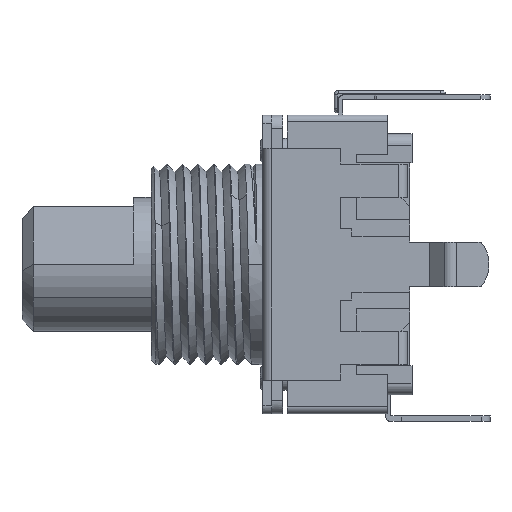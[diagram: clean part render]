
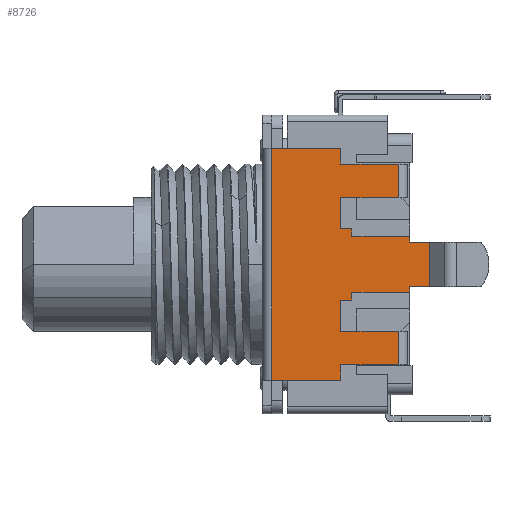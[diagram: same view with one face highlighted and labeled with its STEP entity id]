
A CAD part, left-side view. The second image highlights one B-rep face of the part: STEP entity #8726.
In plain terms, the highlighted planar face has unit normal (-1, 0, 0).
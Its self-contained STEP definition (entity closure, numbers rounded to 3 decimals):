
#832=DIRECTION('',(0.,0.,1.));
#833=VECTOR('',#832,1.5);
#834=CARTESIAN_POINT('',(-6.15,-5.2,-4.5));
#835=LINE('',#834,#833);
#836=DIRECTION('',(0.,1.,0.));
#837=VECTOR('',#836,0.9);
#838=CARTESIAN_POINT('',(-6.15,-6.6,1.));
#839=LINE('',#838,#837);
#840=DIRECTION('',(0.,1.,0.));
#841=VECTOR('',#840,0.9);
#842=CARTESIAN_POINT('',(-6.15,-6.6,-1.));
#843=LINE('',#842,#841);
#844=DIRECTION('',(0.,0.,1.));
#845=VECTOR('',#844,0.25);
#846=CARTESIAN_POINT('',(-6.15,-5.7,-1.25));
#847=LINE('',#846,#845);
#848=DIRECTION('',(0.,1.,0.));
#849=VECTOR('',#848,2.6);
#850=CARTESIAN_POINT('',(-6.15,-5.7,-1.25));
#851=LINE('',#850,#849);
#852=DIRECTION('',(0.,0.,-1.));
#853=VECTOR('',#852,0.35);
#854=CARTESIAN_POINT('',(-6.15,-3.1,-1.25));
#855=LINE('',#854,#853);
#856=DIRECTION('',(0.,1.,0.));
#857=VECTOR('',#856,0.5);
#858=CARTESIAN_POINT('',(-6.15,-3.1,-1.6));
#859=LINE('',#858,#857);
#860=DIRECTION('',(0.,0.,-1.));
#861=VECTOR('',#860,1.4);
#862=CARTESIAN_POINT('',(-6.15,-2.6,-1.6));
#863=LINE('',#862,#861);
#864=DIRECTION('',(0.,-1.,0.));
#865=VECTOR('',#864,2.6);
#866=CARTESIAN_POINT('',(-6.15,-2.6,-3.));
#867=LINE('',#866,#865);
#868=DIRECTION('',(0.,1.,0.));
#869=VECTOR('',#868,2.6);
#870=CARTESIAN_POINT('',(-6.15,-5.2,-4.5));
#871=LINE('',#870,#869);
#872=DIRECTION('',(0.,0.,-1.));
#873=VECTOR('',#872,0.7);
#874=CARTESIAN_POINT('',(-6.15,-2.6,-4.5));
#875=LINE('',#874,#873);
#876=DIRECTION('',(0.,1.,0.));
#877=VECTOR('',#876,3.1);
#878=CARTESIAN_POINT('',(-6.15,-2.6,-5.2));
#879=LINE('',#878,#877);
#880=DIRECTION('',(0.,-1.,0.));
#881=VECTOR('',#880,3.1);
#882=CARTESIAN_POINT('',(-6.15,0.5,5.2));
#883=LINE('',#882,#881);
#884=DIRECTION('',(0.,-1.,0.));
#885=VECTOR('',#884,2.6);
#886=CARTESIAN_POINT('',(-6.15,-2.6,4.5));
#887=LINE('',#886,#885);
#888=DIRECTION('',(0.,1.,0.));
#889=VECTOR('',#888,2.6);
#890=CARTESIAN_POINT('',(-6.15,-5.2,3.));
#891=LINE('',#890,#889);
#892=DIRECTION('',(0.,0.,-1.));
#893=VECTOR('',#892,1.4);
#894=CARTESIAN_POINT('',(-6.15,-2.6,3.));
#895=LINE('',#894,#893);
#896=DIRECTION('',(0.,-1.,0.));
#897=VECTOR('',#896,0.5);
#898=CARTESIAN_POINT('',(-6.15,-2.6,1.6));
#899=LINE('',#898,#897);
#900=DIRECTION('',(0.,0.,-1.));
#901=VECTOR('',#900,0.35);
#902=CARTESIAN_POINT('',(-6.15,-3.1,1.6));
#903=LINE('',#902,#901);
#904=DIRECTION('',(0.,-1.,0.));
#905=VECTOR('',#904,2.6);
#906=CARTESIAN_POINT('',(-6.15,-3.1,1.25));
#907=LINE('',#906,#905);
#908=DIRECTION('',(0.,0.,1.));
#909=VECTOR('',#908,0.25);
#910=CARTESIAN_POINT('',(-6.15,-5.7,1.));
#911=LINE('',#910,#909);
#920=DIRECTION('',(0.,0.,1.));
#921=VECTOR('',#920,2.);
#922=CARTESIAN_POINT('',(-6.15,-6.6,-1.));
#923=LINE('',#922,#921);
#3303=DIRECTION('',(0.,0.,1.));
#3304=VECTOR('',#3303,1.5);
#3305=CARTESIAN_POINT('',(-6.15,-5.2,3.));
#3306=LINE('',#3305,#3304);
#3315=DIRECTION('',(0.,0.,1.));
#3316=VECTOR('',#3315,0.7);
#3317=CARTESIAN_POINT('',(-6.15,-2.6,4.5));
#3318=LINE('',#3317,#3316);
#3910=DIRECTION('',(0.,0.,-1.));
#3911=VECTOR('',#3910,10.4);
#3912=CARTESIAN_POINT('',(-6.15,0.5,5.2));
#3913=LINE('',#3912,#3911);
#6171=CARTESIAN_POINT('',(-6.15,0.5,5.2));
#6172=CARTESIAN_POINT('',(-6.15,0.5,-5.2));
#6173=VERTEX_POINT('',#6171);
#6174=VERTEX_POINT('',#6172);
#6175=CARTESIAN_POINT('',(-6.15,-3.1,-1.25));
#6176=CARTESIAN_POINT('',(-6.15,-3.1,-1.6));
#6177=VERTEX_POINT('',#6175);
#6178=VERTEX_POINT('',#6176);
#6179=CARTESIAN_POINT('',(-6.15,-2.6,-1.6));
#6180=VERTEX_POINT('',#6179);
#6181=CARTESIAN_POINT('',(-6.15,-2.6,-3.));
#6182=VERTEX_POINT('',#6181);
#6183=CARTESIAN_POINT('',(-6.15,-5.2,-3.));
#6184=VERTEX_POINT('',#6183);
#6185=CARTESIAN_POINT('',(-6.15,-5.2,-4.5));
#6186=VERTEX_POINT('',#6185);
#6187=CARTESIAN_POINT('',(-6.15,-2.6,-4.5));
#6188=VERTEX_POINT('',#6187);
#6189=CARTESIAN_POINT('',(-6.15,-2.6,-5.2));
#6190=VERTEX_POINT('',#6189);
#6191=CARTESIAN_POINT('',(-6.15,-2.6,5.2));
#6192=VERTEX_POINT('',#6191);
#6193=CARTESIAN_POINT('',(-6.15,-2.6,4.5));
#6194=VERTEX_POINT('',#6193);
#6195=CARTESIAN_POINT('',(-6.15,-5.2,4.5));
#6196=VERTEX_POINT('',#6195);
#6197=CARTESIAN_POINT('',(-6.15,-5.2,3.));
#6198=VERTEX_POINT('',#6197);
#6199=CARTESIAN_POINT('',(-6.15,-2.6,3.));
#6200=VERTEX_POINT('',#6199);
#6201=CARTESIAN_POINT('',(-6.15,-2.6,1.6));
#6202=VERTEX_POINT('',#6201);
#6203=CARTESIAN_POINT('',(-6.15,-3.1,1.6));
#6204=VERTEX_POINT('',#6203);
#6205=CARTESIAN_POINT('',(-6.15,-3.1,1.25));
#6206=VERTEX_POINT('',#6205);
#7429=CARTESIAN_POINT('',(-6.15,-6.6,1.));
#7430=CARTESIAN_POINT('',(-6.15,-5.7,1.));
#7431=VERTEX_POINT('',#7429);
#7432=VERTEX_POINT('',#7430);
#7433=CARTESIAN_POINT('',(-6.15,-5.7,1.25));
#7434=VERTEX_POINT('',#7433);
#7435=CARTESIAN_POINT('',(-6.15,-5.7,-1.25));
#7436=CARTESIAN_POINT('',(-6.15,-5.7,-1.));
#7437=VERTEX_POINT('',#7435);
#7438=VERTEX_POINT('',#7436);
#7439=CARTESIAN_POINT('',(-6.15,-6.6,-1.));
#7440=VERTEX_POINT('',#7439);
#8674=CARTESIAN_POINT('',(-6.15,6.45,0.));
#8675=DIRECTION('',(-1.,0.,0.));
#8676=DIRECTION('',(0.,1.,0.));
#8677=AXIS2_PLACEMENT_3D('',#8674,#8675,#8676);
#8678=PLANE('',#8677);
#8679=ORIENTED_EDGE('',*,*,#7811,.F.);
#8681=ORIENTED_EDGE('',*,*,#8680,.F.);
#8683=ORIENTED_EDGE('',*,*,#8682,.T.);
#8685=ORIENTED_EDGE('',*,*,#8684,.F.);
#8687=ORIENTED_EDGE('',*,*,#8686,.T.);
#8689=ORIENTED_EDGE('',*,*,#8688,.T.);
#8691=ORIENTED_EDGE('',*,*,#8690,.T.);
#8693=ORIENTED_EDGE('',*,*,#8692,.T.);
#8695=ORIENTED_EDGE('',*,*,#8694,.T.);
#8696=ORIENTED_EDGE('',*,*,#8667,.F.);
#8697=ORIENTED_EDGE('',*,*,#8600,.T.);
#8699=ORIENTED_EDGE('',*,*,#8698,.T.);
#8701=ORIENTED_EDGE('',*,*,#8700,.T.);
#8703=ORIENTED_EDGE('',*,*,#8702,.F.);
#8705=ORIENTED_EDGE('',*,*,#8704,.T.);
#8707=ORIENTED_EDGE('',*,*,#8706,.F.);
#8709=ORIENTED_EDGE('',*,*,#8708,.T.);
#8711=ORIENTED_EDGE('',*,*,#8710,.F.);
#8713=ORIENTED_EDGE('',*,*,#8712,.T.);
#8715=ORIENTED_EDGE('',*,*,#8714,.T.);
#8717=ORIENTED_EDGE('',*,*,#8716,.T.);
#8719=ORIENTED_EDGE('',*,*,#8718,.T.);
#8721=ORIENTED_EDGE('',*,*,#8720,.T.);
#8723=ORIENTED_EDGE('',*,*,#8722,.F.);
#8724=EDGE_LOOP('',(#8679,#8681,#8683,#8685,#8687,#8689,#8691,#8693,#8695,#8696,
#8697,#8699,#8701,#8703,#8705,#8707,#8709,#8711,#8713,#8715,#8717,#8719,#8721,
#8723));
#8725=FACE_OUTER_BOUND('',#8724,.F.);
#8726=ADVANCED_FACE('',(#8725),#8678,.T.);
#7811=EDGE_CURVE('',#7431,#7432,#839,.T.);
#8600=EDGE_CURVE('',#6186,#6188,#871,.T.);
#8667=EDGE_CURVE('',#6186,#6184,#835,.T.);
#8680=EDGE_CURVE('',#7440,#7431,#923,.T.);
#8682=EDGE_CURVE('',#7440,#7438,#843,.T.);
#8684=EDGE_CURVE('',#7437,#7438,#847,.T.);
#8686=EDGE_CURVE('',#7437,#6177,#851,.T.);
#8688=EDGE_CURVE('',#6177,#6178,#855,.T.);
#8690=EDGE_CURVE('',#6178,#6180,#859,.T.);
#8692=EDGE_CURVE('',#6180,#6182,#863,.T.);
#8694=EDGE_CURVE('',#6182,#6184,#867,.T.);
#8698=EDGE_CURVE('',#6188,#6190,#875,.T.);
#8700=EDGE_CURVE('',#6190,#6174,#879,.T.);
#8702=EDGE_CURVE('',#6173,#6174,#3913,.T.);
#8704=EDGE_CURVE('',#6173,#6192,#883,.T.);
#8706=EDGE_CURVE('',#6194,#6192,#3318,.T.);
#8708=EDGE_CURVE('',#6194,#6196,#887,.T.);
#8710=EDGE_CURVE('',#6198,#6196,#3306,.T.);
#8712=EDGE_CURVE('',#6198,#6200,#891,.T.);
#8714=EDGE_CURVE('',#6200,#6202,#895,.T.);
#8716=EDGE_CURVE('',#6202,#6204,#899,.T.);
#8718=EDGE_CURVE('',#6204,#6206,#903,.T.);
#8720=EDGE_CURVE('',#6206,#7434,#907,.T.);
#8722=EDGE_CURVE('',#7432,#7434,#911,.T.);
